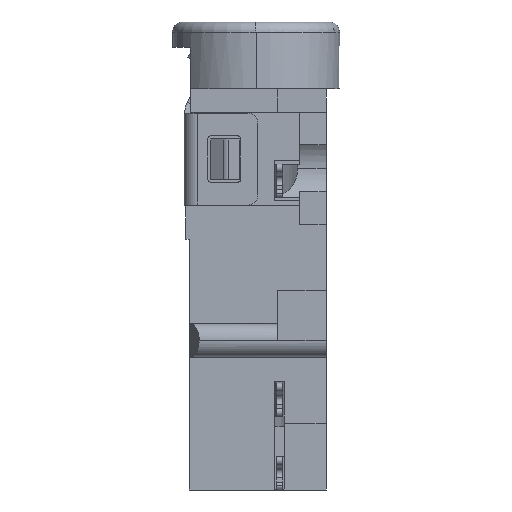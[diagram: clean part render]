
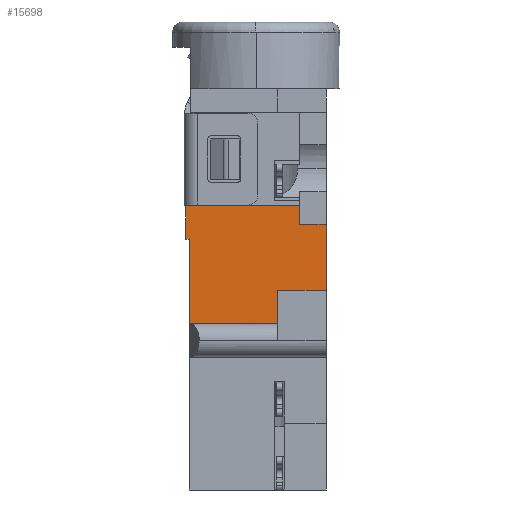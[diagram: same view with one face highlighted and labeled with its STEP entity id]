
A CAD part, left-side view. The second image highlights one B-rep face of the part: STEP entity #15698.
In plain terms, the highlighted planar face has unit normal (-1, 0, 0).
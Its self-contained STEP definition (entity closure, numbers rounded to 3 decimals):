
#319 = LINE ( 'NONE', #16843, #1368 ) ;
#550 = ORIENTED_EDGE ( 'NONE', *, *, #4654, .T. ) ;
#551 = ORIENTED_EDGE ( 'NONE', *, *, #9682, .T. ) ;
#747 = DIRECTION ( 'NONE',  ( 1., 0., 0. ) ) ;
#899 = ORIENTED_EDGE ( 'NONE', *, *, #12045, .F. ) ;
#1023 = DIRECTION ( 'NONE',  ( 0., 0., -1. ) ) ;
#1102 = ORIENTED_EDGE ( 'NONE', *, *, #14148, .T. ) ;
#1368 = VECTOR ( 'NONE', #2048, 1000. ) ;
#1547 = CARTESIAN_POINT ( 'NONE',  ( -3.15, -1.3, -6.05 ) ) ;
#2009 = EDGE_CURVE ( 'NONE', #2825, #2873, #16112, .T. ) ;
#2048 = DIRECTION ( 'NONE',  ( 0., 0., -1. ) ) ;
#2116 = CARTESIAN_POINT ( 'NONE',  ( -3.15, -2.1, -8.025 ) ) ;
#2245 = FACE_OUTER_BOUND ( 'NONE', #8850, .T. ) ;
#2362 = LINE ( 'NONE', #8855, #13419 ) ;
#2424 = LINE ( 'NONE', #12423, #16702 ) ;
#2669 = VERTEX_POINT ( 'NONE', #19058 ) ;
#2825 = VERTEX_POINT ( 'NONE', #9783 ) ;
#2873 = VERTEX_POINT ( 'NONE', #2116 ) ;
#3435 = VERTEX_POINT ( 'NONE', #18988 ) ;
#3610 = EDGE_CURVE ( 'NONE', #3435, #15172, #15554, .T. ) ;
#3946 = DIRECTION ( 'NONE',  ( 0., 0., -1. ) ) ;
#4124 = CARTESIAN_POINT ( 'NONE',  ( -3.15, 2., -9.025 ) ) ;
#4183 = CARTESIAN_POINT ( 'NONE',  ( -3.15, 2., -6.5 ) ) ;
#4654 = EDGE_CURVE ( 'NONE', #3435, #19703, #319, .T. ) ;
#5013 = VECTOR ( 'NONE', #9732, 1000. ) ;
#5122 = DIRECTION ( 'NONE',  ( 0., -1., 0. ) ) ;
#5363 = VERTEX_POINT ( 'NONE', #19783 ) ;
#5426 = VECTOR ( 'NONE', #7251, 1000. ) ;
#5541 = LINE ( 'NONE', #18746, #17755 ) ;
#5550 = EDGE_CURVE ( 'NONE', #2825, #14132, #2424, .T. ) ;
#5555 = LINE ( 'NONE', #6927, #20552 ) ;
#5597 = EDGE_CURVE ( 'NONE', #18488, #5363, #8039, .T. ) ;
#6767 = VECTOR ( 'NONE', #13138, 1000. ) ;
#6927 = CARTESIAN_POINT ( 'NONE',  ( -3.15, 2.1, -5.5 ) ) ;
#7197 = DIRECTION ( 'NONE',  ( 0., -1., 0. ) ) ;
#7251 = DIRECTION ( 'NONE',  ( 0., 1., 0. ) ) ;
#7454 = CARTESIAN_POINT ( 'NONE',  ( -3.15, 0., -7.263 ) ) ;
#7938 = CARTESIAN_POINT ( 'NONE',  ( -3.15, 2., -9.025 ) ) ;
#8039 = LINE ( 'NONE', #1547, #15005 ) ;
#8224 = ORIENTED_EDGE ( 'NONE', *, *, #2009, .T. ) ;
#8850 = EDGE_LOOP ( 'NONE', ( #899, #551, #18981, #550, #1102, #14236, #8224, #17657, #15291, #9667 ) ) ;
#8855 = CARTESIAN_POINT ( 'NONE',  ( -3.15, 2.1, -5.5 ) ) ;
#8963 = DIRECTION ( 'NONE',  ( 0., 0., -1. ) ) ;
#9667 = ORIENTED_EDGE ( 'NONE', *, *, #5597, .T. ) ;
#9682 = EDGE_CURVE ( 'NONE', #12390, #15172, #2362, .T. ) ;
#9732 = DIRECTION ( 'NONE',  ( 0., -1., 0. ) ) ;
#9733 = CARTESIAN_POINT ( 'NONE',  ( -3.15, 2.1, -6.5 ) ) ;
#9783 = CARTESIAN_POINT ( 'NONE',  ( -3.15, -0.65, -8.025 ) ) ;
#11037 = DIRECTION ( 'NONE',  ( 0., 0., 1. ) ) ;
#11102 = VECTOR ( 'NONE', #7197, 1000. ) ;
#12045 = EDGE_CURVE ( 'NONE', #12390, #5363, #5555, .T. ) ;
#12390 = VERTEX_POINT ( 'NONE', #19480 ) ;
#12423 = CARTESIAN_POINT ( 'NONE',  ( -3.15, -0.65, -8.025 ) ) ;
#12514 = AXIS2_PLACEMENT_3D ( 'NONE', #7454, #747, #13744 ) ;
#13138 = DIRECTION ( 'NONE',  ( 0., -1., 0. ) ) ;
#13419 = VECTOR ( 'NONE', #8963, 1000. ) ;
#13744 = DIRECTION ( 'NONE',  ( 0., 1., 0. ) ) ;
#14132 = VERTEX_POINT ( 'NONE', #17219 ) ;
#14148 = EDGE_CURVE ( 'NONE', #19703, #14132, #15608, .T. ) ;
#14236 = ORIENTED_EDGE ( 'NONE', *, *, #5550, .F. ) ;
#14721 = CARTESIAN_POINT ( 'NONE',  ( -3.15, -0.65, -8.025 ) ) ;
#15005 = VECTOR ( 'NONE', #11037, 1000. ) ;
#15172 = VERTEX_POINT ( 'NONE', #9733 ) ;
#15291 = ORIENTED_EDGE ( 'NONE', *, *, #18369, .F. ) ;
#15554 = LINE ( 'NONE', #4183, #5426 ) ;
#15608 = LINE ( 'NONE', #4124, #11102 ) ;
#15698 = ADVANCED_FACE ( 'NONE', ( #2245 ), #16833, .F. ) ;
#16112 = LINE ( 'NONE', #14721, #5013 ) ;
#16702 = VECTOR ( 'NONE', #1023, 1000. ) ;
#16833 = PLANE ( 'NONE',  #12514 ) ;
#16843 = CARTESIAN_POINT ( 'NONE',  ( -3.15, 2., -6.5 ) ) ;
#17219 = CARTESIAN_POINT ( 'NONE',  ( -3.15, -0.65, -9.025 ) ) ;
#17657 = ORIENTED_EDGE ( 'NONE', *, *, #20845, .F. ) ;
#17739 = LINE ( 'NONE', #19434, #6767 ) ;
#17755 = VECTOR ( 'NONE', #3946, 1000. ) ;
#18369 = EDGE_CURVE ( 'NONE', #18488, #2669, #17739, .T. ) ;
#18488 = VERTEX_POINT ( 'NONE', #19961 ) ;
#18746 = CARTESIAN_POINT ( 'NONE',  ( -3.15, -2.1, -6.05 ) ) ;
#18981 = ORIENTED_EDGE ( 'NONE', *, *, #3610, .F. ) ;
#18988 = CARTESIAN_POINT ( 'NONE',  ( -3.15, 2., -6.5 ) ) ;
#19058 = CARTESIAN_POINT ( 'NONE',  ( -3.15, -2.1, -6.05 ) ) ;
#19434 = CARTESIAN_POINT ( 'NONE',  ( -3.15, -1.3, -6.05 ) ) ;
#19480 = CARTESIAN_POINT ( 'NONE',  ( -3.15, 2.1, -5.5 ) ) ;
#19703 = VERTEX_POINT ( 'NONE', #7938 ) ;
#19783 = CARTESIAN_POINT ( 'NONE',  ( -3.15, -1.3, -5.5 ) ) ;
#19961 = CARTESIAN_POINT ( 'NONE',  ( -3.15, -1.3, -6.05 ) ) ;
#20552 = VECTOR ( 'NONE', #5122, 1000. ) ;
#20845 = EDGE_CURVE ( 'NONE', #2669, #2873, #5541, .T. ) ;
